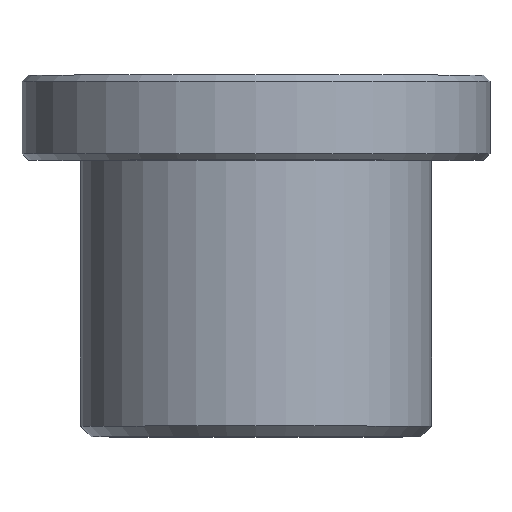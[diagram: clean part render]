
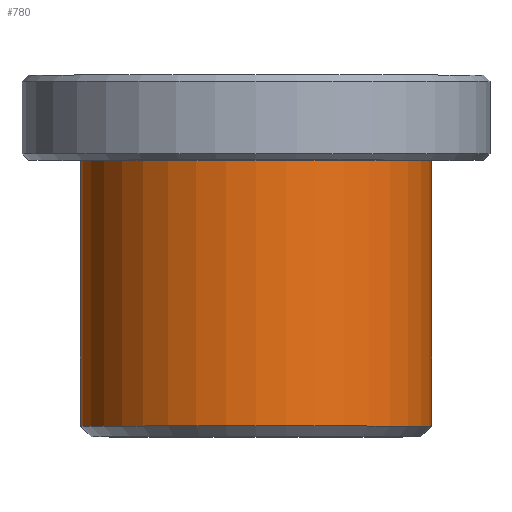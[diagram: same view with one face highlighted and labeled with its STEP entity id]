
A CAD part, top view. The second image highlights one B-rep face of the part: STEP entity #780.
In plain terms, the highlighted cylindrical face has radius 8.25 mm (diameter 16.5 mm), a partial arc.
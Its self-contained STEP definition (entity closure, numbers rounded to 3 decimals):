
#370=CARTESIAN_POINT('',(0.,5.5,0.));
#380=DIRECTION('',(0.,-1.,0.));
#390=DIRECTION('',(-1.,0.,0.));
#400=AXIS2_PLACEMENT_3D('',#370,#380,#390);
#410=CYLINDRICAL_SURFACE('',#400,8.25);
#420=CARTESIAN_POINT('',(8.25,5.5,0.));
#430=DIRECTION('',(0.,-1.,0.));
#440=VECTOR('',#430,1.);
#450=LINE('',#420,#440);
#460=CARTESIAN_POINT('',(8.25,13.,0.));
#470=VERTEX_POINT('',#460);
#480=CARTESIAN_POINT('',(8.25,0.5,0.));
#490=VERTEX_POINT('',#480);
#500=EDGE_CURVE('',#470,#490,#450,.T.);
#510=ORIENTED_EDGE('',*,*,#500,.F.);
#520=CARTESIAN_POINT('',(0.,0.5,0.));
#530=DIRECTION('',(0.,-1.,0.));
#540=DIRECTION('',(-1.,0.,0.));
#550=AXIS2_PLACEMENT_3D('',#520,#530,#540);
#560=CIRCLE('',#550,8.25);
#570=CARTESIAN_POINT('',(-8.25,0.5,0.));
#580=VERTEX_POINT('',#570);
#590=EDGE_CURVE('',#490,#580,#560,.T.);
#600=ORIENTED_EDGE('',*,*,#590,.F.);
#610=CARTESIAN_POINT('',(-8.25,5.5,0.));
#620=DIRECTION('',(0.,-1.,0.));
#630=VECTOR('',#620,1.);
#640=LINE('',#610,#630);
#650=CARTESIAN_POINT('',(-8.25,13.,0.));
#660=VERTEX_POINT('',#650);
#670=EDGE_CURVE('',#660,#580,#640,.T.);
#680=ORIENTED_EDGE('',*,*,#670,.T.);
#690=CARTESIAN_POINT('',(0.,13.,0.));
#700=DIRECTION('',(0.,-1.,0.));
#710=DIRECTION('',(-1.,0.,0.));
#720=AXIS2_PLACEMENT_3D('',#690,#700,#710);
#730=CIRCLE('',#720,8.25);
#740=EDGE_CURVE('',#470,#660,#730,.T.);
#750=ORIENTED_EDGE('',*,*,#740,.T.);
#760=EDGE_LOOP('',(#750,#680,#600,#510));
#770=FACE_OUTER_BOUND('',#760,.T.);
#780=ADVANCED_FACE('',(#770),#410,.T.);
